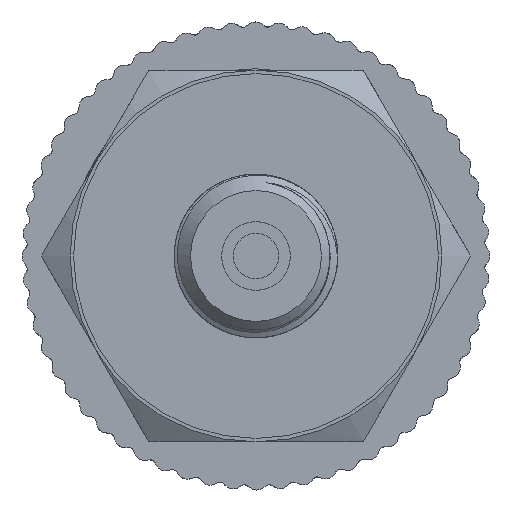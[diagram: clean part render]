
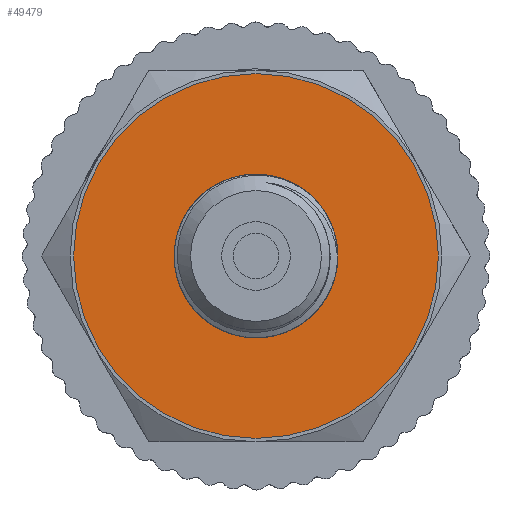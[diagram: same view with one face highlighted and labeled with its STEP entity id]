
A CAD part, left-side view. The second image highlights one B-rep face of the part: STEP entity #49479.
In plain terms, the highlighted planar face has unit normal (-1, 0, 0).
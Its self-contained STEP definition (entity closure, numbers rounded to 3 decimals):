
#138=PLANE('',#52133);
#2946=FACE_BOUND('',#6022,.T.);
#3326=FACE_OUTER_BOUND('',#6021,.T.);
#6021=EDGE_LOOP('',(#34509));
#6022=EDGE_LOOP('',(#34510));
#8513=CIRCLE('',#52116,13.25);
#8523=CIRCLE('',#52131,5.942);
#20286=VERTEX_POINT('',#83344);
#20295=VERTEX_POINT('',#84519);
#25780=EDGE_CURVE('',#20286,#20286,#8513,.T.);
#25796=EDGE_CURVE('',#20295,#20295,#8523,.T.);
#34509=ORIENTED_EDGE('',*,*,#25780,.T.);
#34510=ORIENTED_EDGE('',*,*,#25796,.T.);
#49479=ADVANCED_FACE('',(#3326,#2946),#138,.T.);
#52116=AXIS2_PLACEMENT_3D('',#83346,#56842,#56843);
#52131=AXIS2_PLACEMENT_3D('',#84520,#56874,#56875);
#52133=AXIS2_PLACEMENT_3D('',#84890,#56879,#56880);
#56842=DIRECTION('center_axis',(-1.,0.,0.));
#56843=DIRECTION('ref_axis',(0.,1.,0.));
#56874=DIRECTION('center_axis',(1.,0.,0.));
#56875=DIRECTION('ref_axis',(0.,1.,0.));
#56879=DIRECTION('center_axis',(-1.,0.,0.));
#56880=DIRECTION('ref_axis',(0.,0.,1.));
#83344=CARTESIAN_POINT('',(-47.,-13.25,0.));
#83346=CARTESIAN_POINT('Origin',(-47.,0.,0.));
#84519=CARTESIAN_POINT('',(-47.,-5.942,0.));
#84520=CARTESIAN_POINT('Origin',(-47.,0.,0.));
#84890=CARTESIAN_POINT('Origin',(-47.,13.5,0.));
